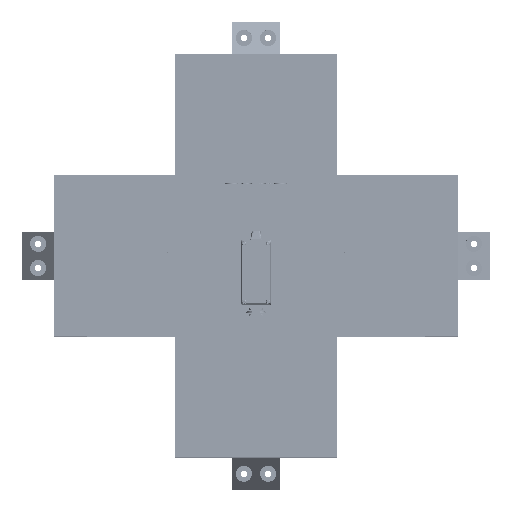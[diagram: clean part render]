
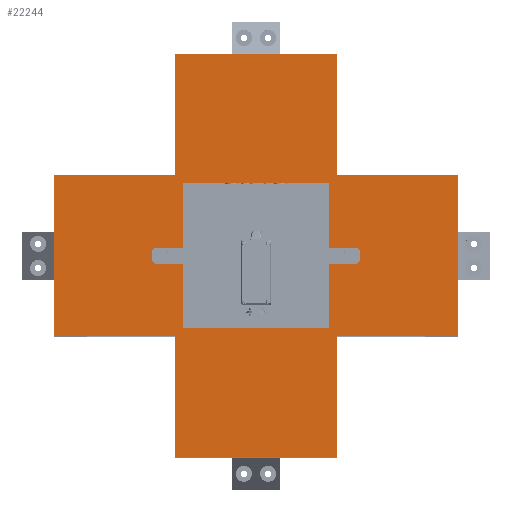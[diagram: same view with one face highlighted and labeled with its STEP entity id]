
A CAD part, top view. The second image highlights one B-rep face of the part: STEP entity #22244.
In plain terms, the highlighted face is planar.
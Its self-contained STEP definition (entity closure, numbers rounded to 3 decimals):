
#1527=LINE('',#47848,#3574);
#1531=LINE('',#47856,#3578);
#1534=LINE('',#47862,#3581);
#1537=LINE('',#47867,#3584);
#1594=LINE('',#48065,#3641);
#1606=LINE('',#48089,#3653);
#1618=LINE('',#48117,#3665);
#1630=LINE('',#48145,#3677);
#1664=LINE('',#48212,#3711);
#1674=LINE('',#48231,#3721);
#1687=LINE('',#48259,#3734);
#1695=LINE('',#48277,#3742);
#1701=LINE('',#48289,#3748);
#1702=LINE('',#48290,#3749);
#1703=LINE('',#48292,#3750);
#1704=LINE('',#48293,#3751);
#3574=VECTOR('',#27147,10.);
#3578=VECTOR('',#27153,10.);
#3581=VECTOR('',#27158,10.);
#3584=VECTOR('',#27163,10.);
#3641=VECTOR('',#27368,10.);
#3653=VECTOR('',#27388,10.);
#3665=VECTOR('',#27412,10.);
#3677=VECTOR('',#27436,10.);
#3711=VECTOR('',#27480,10.);
#3721=VECTOR('',#27498,10.);
#3734=VECTOR('',#27529,10.);
#3742=VECTOR('',#27549,10.);
#3748=VECTOR('',#27565,10.);
#3749=VECTOR('',#27566,10.);
#3750=VECTOR('',#27567,10.);
#3751=VECTOR('',#27568,10.);
#5426=FACE_BOUND('',#7283,.T.);
#5427=FACE_BOUND('',#7284,.T.);
#5428=FACE_BOUND('',#7285,.T.);
#5986=FACE_OUTER_BOUND('',#7282,.T.);
#7282=EDGE_LOOP('',(#17023,#17024,#17025,#17026,#17027,#17028,#17029,#17030,
#17031,#17032,#17033,#17034));
#7283=EDGE_LOOP('',(#17035,#17036,#17037,#17038));
#7284=EDGE_LOOP('',(#17039));
#7285=EDGE_LOOP('',(#17040));
#8403=CIRCLE('',#23742,2.);
#8404=CIRCLE('',#23744,2.);
#9667=VERTEX_POINT('',#47846);
#9668=VERTEX_POINT('',#47847);
#9671=VERTEX_POINT('',#47855);
#9673=VERTEX_POINT('',#47861);
#9685=VERTEX_POINT('',#47898);
#9686=VERTEX_POINT('',#47902);
#9740=VERTEX_POINT('',#48062);
#9741=VERTEX_POINT('',#48064);
#9748=VERTEX_POINT('',#48086);
#9749=VERTEX_POINT('',#48088);
#9758=VERTEX_POINT('',#48114);
#9759=VERTEX_POINT('',#48116);
#9768=VERTEX_POINT('',#48142);
#9769=VERTEX_POINT('',#48144);
#9797=VERTEX_POINT('',#48210);
#9802=VERTEX_POINT('',#48229);
#9813=VERTEX_POINT('',#48288);
#9814=VERTEX_POINT('',#48291);
#12233=EDGE_CURVE('',#9667,#9668,#1527,.T.);
#12237=EDGE_CURVE('',#9668,#9671,#1531,.T.);
#12240=EDGE_CURVE('',#9671,#9673,#1534,.T.);
#12243=EDGE_CURVE('',#9673,#9667,#1537,.T.);
#12260=EDGE_CURVE('',#9685,#9685,#8403,.T.);
#12262=EDGE_CURVE('',#9686,#9686,#8404,.T.);
#12336=EDGE_CURVE('',#9740,#9741,#1594,.T.);
#12348=EDGE_CURVE('',#9748,#9749,#1606,.T.);
#12362=EDGE_CURVE('',#9758,#9759,#1618,.T.);
#12376=EDGE_CURVE('',#9768,#9769,#1630,.T.);
#12410=EDGE_CURVE('',#9797,#9768,#1664,.T.);
#12420=EDGE_CURVE('',#9802,#9740,#1674,.T.);
#12435=EDGE_CURVE('',#9749,#9797,#1687,.T.);
#12445=EDGE_CURVE('',#9759,#9802,#1695,.T.);
#12451=EDGE_CURVE('',#9813,#9748,#1701,.T.);
#12452=EDGE_CURVE('',#9741,#9813,#1702,.T.);
#12453=EDGE_CURVE('',#9814,#9758,#1703,.T.);
#12454=EDGE_CURVE('',#9769,#9814,#1704,.T.);
#17023=ORIENTED_EDGE('',*,*,#12435,.F.);
#17024=ORIENTED_EDGE('',*,*,#12348,.F.);
#17025=ORIENTED_EDGE('',*,*,#12451,.F.);
#17026=ORIENTED_EDGE('',*,*,#12452,.F.);
#17027=ORIENTED_EDGE('',*,*,#12336,.F.);
#17028=ORIENTED_EDGE('',*,*,#12420,.F.);
#17029=ORIENTED_EDGE('',*,*,#12445,.F.);
#17030=ORIENTED_EDGE('',*,*,#12362,.F.);
#17031=ORIENTED_EDGE('',*,*,#12453,.F.);
#17032=ORIENTED_EDGE('',*,*,#12454,.F.);
#17033=ORIENTED_EDGE('',*,*,#12376,.F.);
#17034=ORIENTED_EDGE('',*,*,#12410,.F.);
#17035=ORIENTED_EDGE('',*,*,#12233,.T.);
#17036=ORIENTED_EDGE('',*,*,#12237,.T.);
#17037=ORIENTED_EDGE('',*,*,#12240,.T.);
#17038=ORIENTED_EDGE('',*,*,#12243,.T.);
#17039=ORIENTED_EDGE('',*,*,#12260,.T.);
#17040=ORIENTED_EDGE('',*,*,#12262,.T.);
#21364=PLANE('',#23853);
#22244=ADVANCED_FACE('',(#5986,#5426,#5427,#5428),#21364,.T.);
#23742=AXIS2_PLACEMENT_3D('',#47900,#27192,#27193);
#23744=AXIS2_PLACEMENT_3D('',#47904,#27197,#27198);
#23853=AXIS2_PLACEMENT_3D('',#48287,#27563,#27564);
#27147=DIRECTION('',(0.,1.,0.));
#27153=DIRECTION('',(-1.,0.,0.));
#27158=DIRECTION('',(0.,-1.,0.));
#27163=DIRECTION('',(1.,0.,0.));
#27192=DIRECTION('center_axis',(0.,0.,1.));
#27193=DIRECTION('ref_axis',(-1.,0.,0.));
#27197=DIRECTION('center_axis',(0.,0.,1.));
#27198=DIRECTION('ref_axis',(-1.,0.,0.));
#27368=DIRECTION('',(1.,0.,0.));
#27388=DIRECTION('',(0.,1.,0.));
#27412=DIRECTION('',(0.,-1.,0.));
#27436=DIRECTION('',(-1.,0.,0.));
#27480=DIRECTION('',(0.,1.,0.));
#27498=DIRECTION('',(0.,-1.,0.));
#27529=DIRECTION('',(-1.,0.,0.));
#27549=DIRECTION('',(1.,0.,0.));
#27563=DIRECTION('center_axis',(0.,0.,-1.));
#27564=DIRECTION('ref_axis',(-1.,0.,0.));
#27565=DIRECTION('',(1.,0.,0.));
#27566=DIRECTION('',(0.,1.,0.));
#27567=DIRECTION('',(-1.,0.,0.));
#27568=DIRECTION('',(0.,-1.,0.));
#47846=CARTESIAN_POINT('',(45.,-45.,-10.));
#47847=CARTESIAN_POINT('',(45.,45.,-10.));
#47848=CARTESIAN_POINT('',(45.,22.5,-10.));
#47855=CARTESIAN_POINT('',(-45.,45.,-10.));
#47856=CARTESIAN_POINT('',(-22.5,45.,-10.));
#47861=CARTESIAN_POINT('',(-45.,-45.,-10.));
#47862=CARTESIAN_POINT('',(-45.,-22.5,-10.));
#47867=CARTESIAN_POINT('',(22.5,-45.,-10.));
#47898=CARTESIAN_POINT('',(2.,55.,-10.));
#47900=CARTESIAN_POINT('Origin',(0.,55.,
-10.));
#47902=CARTESIAN_POINT('',(2.,-55.,-10.));
#47904=CARTESIAN_POINT('Origin',(0.,-55.,
-10.));
#48062=CARTESIAN_POINT('',(-50.,-125.,-10.));
#48064=CARTESIAN_POINT('',(50.,-125.,-10.));
#48065=CARTESIAN_POINT('',(25.,-125.,-10.));
#48086=CARTESIAN_POINT('',(125.,-50.,-10.));
#48088=CARTESIAN_POINT('',(125.,50.,-10.));
#48089=CARTESIAN_POINT('',(125.,25.,-10.));
#48114=CARTESIAN_POINT('',(-125.,50.,-10.));
#48116=CARTESIAN_POINT('',(-125.,-50.,-10.));
#48117=CARTESIAN_POINT('',(-125.,-25.,-10.));
#48142=CARTESIAN_POINT('',(50.,125.,-10.));
#48144=CARTESIAN_POINT('',(-50.,125.,-10.));
#48145=CARTESIAN_POINT('',(-25.,125.,-10.));
#48210=CARTESIAN_POINT('',(50.,50.,-10.));
#48212=CARTESIAN_POINT('',(50.,62.5,-10.));
#48229=CARTESIAN_POINT('',(-50.,-50.,-10.));
#48231=CARTESIAN_POINT('',(-50.,-62.5,-10.));
#48259=CARTESIAN_POINT('',(25.,50.,-10.));
#48277=CARTESIAN_POINT('',(-25.,-50.,-10.));
#48287=CARTESIAN_POINT('Origin',(0.,0.,-10.));
#48288=CARTESIAN_POINT('',(50.,-50.,-10.));
#48289=CARTESIAN_POINT('',(62.5,-50.,-10.));
#48290=CARTESIAN_POINT('',(50.,-25.,-10.));
#48291=CARTESIAN_POINT('',(-50.,50.,-10.));
#48292=CARTESIAN_POINT('',(-62.5,50.,-10.));
#48293=CARTESIAN_POINT('',(-50.,25.,-10.));
